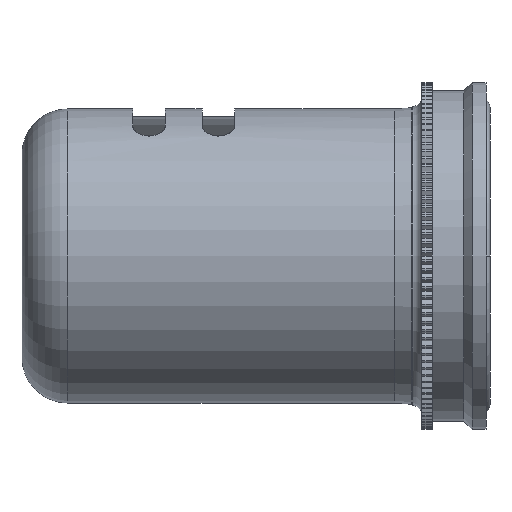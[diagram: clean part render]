
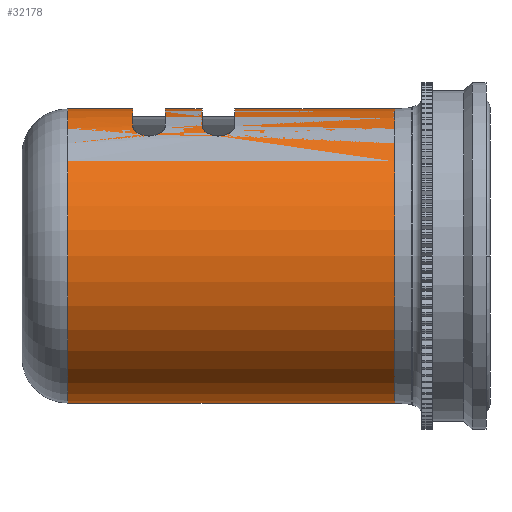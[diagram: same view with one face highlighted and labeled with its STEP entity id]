
A CAD part, left-side view. The second image highlights one B-rep face of the part: STEP entity #32178.
In plain terms, the highlighted cylindrical face has radius 21.539 mm (diameter 43.078 mm), a partial arc.
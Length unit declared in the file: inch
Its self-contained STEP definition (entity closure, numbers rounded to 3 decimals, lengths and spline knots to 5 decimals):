
#31292=CARTESIAN_POINT('',(0.,1.025,0.));
#31293=DIRECTION('',(0.,-1.,0.));
#31294=DIRECTION('',(0.,0.,1.));
#31295=AXIS2_PLACEMENT_3D('',#31292,#31293,#31294);
#31297=DIRECTION('',(0.,1.,0.));
#31298=VECTOR('',#31297,0.92264);
#31299=CARTESIAN_POINT('',(0.,0.10236,0.848));
#31300=LINE('',#31299,#31298);
#31301=CARTESIAN_POINT('',(0.,0.10236,0.));
#31302=DIRECTION('',(0.,1.,0.));
#31303=DIRECTION('',(0.,0.,-1.));
#31304=AXIS2_PLACEMENT_3D('',#31301,#31302,#31303);
#31306=DIRECTION('',(0.,1.,0.));
#31307=VECTOR('',#31306,1.88564);
#31308=CARTESIAN_POINT('',(0.,0.10236,-0.848));
#31309=LINE('',#31308,#31307);
#31310=DIRECTION('',(0.,1.,0.));
#31311=VECTOR('',#31310,0.376);
#31312=CARTESIAN_POINT('',(0.,1.612,0.848));
#31313=LINE('',#31312,#31311);
#31314=CARTESIAN_POINT('',(0.,1.612,0.));
#31315=DIRECTION('',(0.,-1.,0.));
#31316=DIRECTION('',(0.,0.,1.));
#31317=AXIS2_PLACEMENT_3D('',#31314,#31315,#31316);
#31319=CARTESIAN_POINT('',(-0.397,1.425,0.74933));
#31320=CARTESIAN_POINT('',(-0.40337,1.425,0.74595));
#31321=CARTESIAN_POINT('',(-0.41568,1.42628,
0.73922));
#31322=CARTESIAN_POINT('',(-0.43305,1.43161,
0.72918));
#31323=CARTESIAN_POINT('',(-0.44878,1.43998,
0.71959));
#31324=CARTESIAN_POINT('',(-0.46262,1.45111,
0.71075));
#31325=CARTESIAN_POINT('',(-0.47428,1.46484,
0.703));
#31326=CARTESIAN_POINT('',(-0.48332,1.48096,
0.6968));
#31327=CARTESIAN_POINT('',(-0.4892,1.49933,
0.69267));
#31328=CARTESIAN_POINT('',(-0.49118,1.51886,
0.69126));
#31329=CARTESIAN_POINT('',(-0.48906,1.53833,
0.69277));
#31330=CARTESIAN_POINT('',(-0.48311,1.55649,
0.69695));
#31331=CARTESIAN_POINT('',(-0.47406,1.57247,
0.70315));
#31332=CARTESIAN_POINT('',(-0.46242,1.58608,
0.71088));
#31333=CARTESIAN_POINT('',(-0.44862,1.59712,
0.71968));
#31334=CARTESIAN_POINT('',(-0.43295,1.60543,
0.72923));
#31335=CARTESIAN_POINT('',(-0.41566,1.61072,
0.73924));
#31336=CARTESIAN_POINT('',(-0.40337,1.612,0.74596));
#31337=CARTESIAN_POINT('',(-0.397,1.612,0.74933));
#31339=CARTESIAN_POINT('',(0.,1.425,0.));
#31340=DIRECTION('',(0.,-1.,0.));
#31341=DIRECTION('',(0.,0.,1.));
#31342=AXIS2_PLACEMENT_3D('',#31339,#31340,#31341);
#31344=DIRECTION('',(0.,1.,0.));
#31345=VECTOR('',#31344,0.213);
#31346=CARTESIAN_POINT('',(0.,1.212,0.848));
#31347=LINE('',#31346,#31345);
#31348=CARTESIAN_POINT('',(0.,1.212,0.));
#31349=DIRECTION('',(0.,-1.,0.));
#31350=DIRECTION('',(0.,0.,1.));
#31351=AXIS2_PLACEMENT_3D('',#31348,#31349,#31350);
#31353=CARTESIAN_POINT('',(-0.397,1.025,0.74933));
#31354=CARTESIAN_POINT('',(-0.40337,1.025,0.74595));
#31355=CARTESIAN_POINT('',(-0.41568,1.02628,
0.73922));
#31356=CARTESIAN_POINT('',(-0.43305,1.03161,
0.72918));
#31357=CARTESIAN_POINT('',(-0.44878,1.03998,
0.71959));
#31358=CARTESIAN_POINT('',(-0.46262,1.05111,
0.71075));
#31359=CARTESIAN_POINT('',(-0.47428,1.06484,
0.703));
#31360=CARTESIAN_POINT('',(-0.48332,1.08096,
0.6968));
#31361=CARTESIAN_POINT('',(-0.4892,1.09933,
0.69267));
#31362=CARTESIAN_POINT('',(-0.49118,1.11886,
0.69126));
#31363=CARTESIAN_POINT('',(-0.48906,1.13833,
0.69277));
#31364=CARTESIAN_POINT('',(-0.48311,1.15649,
0.69695));
#31365=CARTESIAN_POINT('',(-0.47406,1.17247,
0.70315));
#31366=CARTESIAN_POINT('',(-0.46242,1.18608,
0.71088));
#31367=CARTESIAN_POINT('',(-0.44862,1.19712,
0.71968));
#31368=CARTESIAN_POINT('',(-0.43295,1.20543,
0.72923));
#31369=CARTESIAN_POINT('',(-0.41566,1.21072,
0.73924));
#31370=CARTESIAN_POINT('',(-0.40337,1.212,0.74596));
#31371=CARTESIAN_POINT('',(-0.397,1.212,0.74933));
#31777=CARTESIAN_POINT('',(0.,1.988,0.));
#31778=DIRECTION('',(0.,1.,0.));
#31779=DIRECTION('',(0.,0.,-1.));
#31780=AXIS2_PLACEMENT_3D('',#31777,#31778,#31779);
#31962=CARTESIAN_POINT('',(0.,0.10236,-0.848));
#31963=CARTESIAN_POINT('',(0.,1.988,-0.848));
#31964=VERTEX_POINT('',#31962);
#31965=VERTEX_POINT('',#31963);
#31974=CARTESIAN_POINT('',(0.,1.988,0.848));
#31976=VERTEX_POINT('',#31974);
#31983=CARTESIAN_POINT('',(0.,1.025,0.848));
#31985=VERTEX_POINT('',#31983);
#31987=CARTESIAN_POINT('',(0.,1.212,0.848));
#31988=VERTEX_POINT('',#31987);
#31990=CARTESIAN_POINT('',(0.,1.425,0.848));
#31992=VERTEX_POINT('',#31990);
#31994=CARTESIAN_POINT('',(0.,1.612,0.848));
#31995=VERTEX_POINT('',#31994);
#32010=CARTESIAN_POINT('',(-0.397,1.025,0.74933));
#32012=VERTEX_POINT('',#32010);
#32014=CARTESIAN_POINT('',(-0.397,1.212,0.74933));
#32016=VERTEX_POINT('',#32014);
#32018=CARTESIAN_POINT('',(-0.397,1.612,0.74933));
#32020=VERTEX_POINT('',#32018);
#32022=CARTESIAN_POINT('',(-0.397,1.425,0.74933));
#32024=VERTEX_POINT('',#32022);
#32026=CARTESIAN_POINT('',(0.,0.10236,0.848));
#32027=VERTEX_POINT('',#32026);
#32148=CARTESIAN_POINT('',(0.,2.2974,0.));
#32149=DIRECTION('',(0.,-1.,0.));
#32150=DIRECTION('',(0.,0.,1.));
#32151=AXIS2_PLACEMENT_3D('',#32148,#32149,#32150);
#32152=CYLINDRICAL_SURFACE('',#32151,0.848);
#32154=ORIENTED_EDGE('',*,*,#32153,.F.);
#32156=ORIENTED_EDGE('',*,*,#32155,.F.);
#32157=ORIENTED_EDGE('',*,*,#32140,.F.);
#32159=ORIENTED_EDGE('',*,*,#32158,.T.);
#32161=ORIENTED_EDGE('',*,*,#32160,.T.);
#32163=ORIENTED_EDGE('',*,*,#32162,.F.);
#32165=ORIENTED_EDGE('',*,*,#32164,.T.);
#32167=ORIENTED_EDGE('',*,*,#32166,.F.);
#32169=ORIENTED_EDGE('',*,*,#32168,.F.);
#32171=ORIENTED_EDGE('',*,*,#32170,.F.);
#32173=ORIENTED_EDGE('',*,*,#32172,.T.);
#32175=ORIENTED_EDGE('',*,*,#32174,.F.);
#32176=EDGE_LOOP('',(#32154,#32156,#32157,#32159,#32161,#32163,#32165,#32167,
#32169,#32171,#32173,#32175));
#32177=FACE_OUTER_BOUND('',#32176,.F.);
#32178=ADVANCED_FACE('',(#32177),#32152,.T.);
#31296=CIRCLE('',#31295,0.848);
#31305=CIRCLE('',#31304,0.848);
#31318=CIRCLE('',#31317,0.848);
#31338=B_SPLINE_CURVE_WITH_KNOTS('',3,(#31319,#31320,#31321,#31322,#31323,
#31324,#31325,#31326,#31327,#31328,#31329,#31330,#31331,#31332,#31333,#31334,
#31335,#31336,#31337),.UNSPECIFIED.,.F.,.F.,(4,1,1,1,1,1,1,1,1,1,1,1,1,1,1,1,4),
(0.,0.0625,0.125,0.1875,0.25,0.3125,0.375,0.4375,0.5,0.5625,
0.625,0.6875,0.75,0.8125,0.875,0.9375,1.),.UNSPECIFIED.);
#31343=CIRCLE('',#31342,0.848);
#31352=CIRCLE('',#31351,0.848);
#31372=B_SPLINE_CURVE_WITH_KNOTS('',3,(#31353,#31354,#31355,#31356,#31357,
#31358,#31359,#31360,#31361,#31362,#31363,#31364,#31365,#31366,#31367,#31368,
#31369,#31370,#31371),.UNSPECIFIED.,.F.,.F.,(4,1,1,1,1,1,1,1,1,1,1,1,1,1,1,1,4),
(0.,0.0625,0.125,0.1875,0.25,0.3125,0.375,0.4375,0.5,0.5625,
0.625,0.6875,0.75,0.8125,0.875,0.9375,1.),.UNSPECIFIED.);
#31781=CIRCLE('',#31780,0.848);
#32140=EDGE_CURVE('',#31964,#32027,#31305,.T.);
#32153=EDGE_CURVE('',#31985,#32012,#31296,.T.);
#32155=EDGE_CURVE('',#32027,#31985,#31300,.T.);
#32158=EDGE_CURVE('',#31964,#31965,#31309,.T.);
#32160=EDGE_CURVE('',#31965,#31976,#31781,.T.);
#32162=EDGE_CURVE('',#31995,#31976,#31313,.T.);
#32164=EDGE_CURVE('',#31995,#32020,#31318,.T.);
#32166=EDGE_CURVE('',#32024,#32020,#31338,.T.);
#32168=EDGE_CURVE('',#31992,#32024,#31343,.T.);
#32170=EDGE_CURVE('',#31988,#31992,#31347,.T.);
#32172=EDGE_CURVE('',#31988,#32016,#31352,.T.);
#32174=EDGE_CURVE('',#32012,#32016,#31372,.T.);
